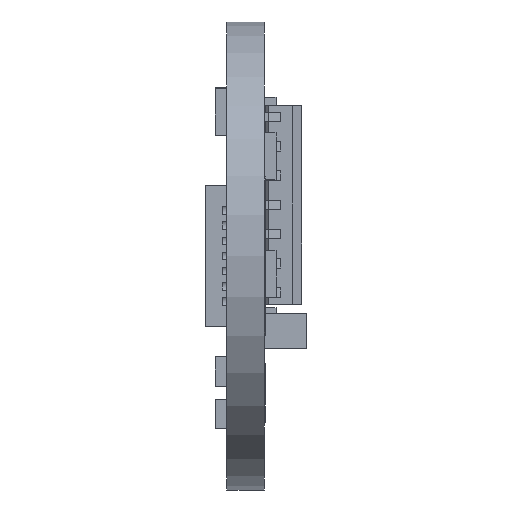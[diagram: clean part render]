
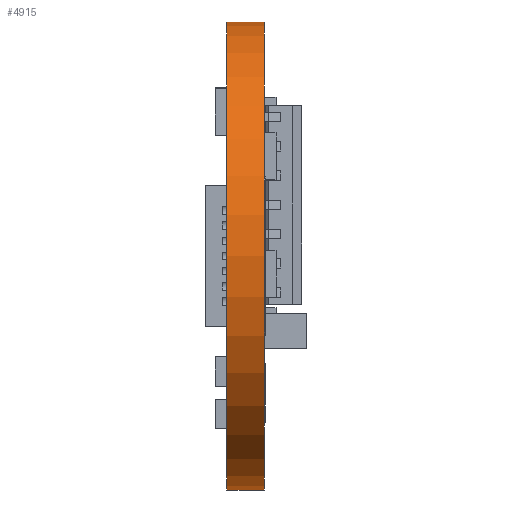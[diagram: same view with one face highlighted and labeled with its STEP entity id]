
A CAD part, left-side view. The second image highlights one B-rep face of the part: STEP entity #4915.
In plain terms, the highlighted cylindrical face has radius 10 mm (diameter 20 mm), a partial arc.
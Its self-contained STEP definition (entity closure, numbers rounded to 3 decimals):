
#1019 = LINE ( 'NONE', #22651, #23025 ) ;
#1981 = EDGE_LOOP ( 'NONE', ( #26203, #20230, #24140, #7617 ) ) ;
#2289 = DIRECTION ( 'NONE',  ( 0., -1., 0. ) ) ;
#3313 = EDGE_CURVE ( 'NONE', #21162, #9797, #17551, .T. ) ;
#4915 = ADVANCED_FACE ( 'NONE', ( #24686 ), #17175, .T. ) ;
#5557 = EDGE_CURVE ( 'NONE', #21162, #19925, #1019, .T. ) ;
#6615 = CARTESIAN_POINT ( 'NONE',  ( 3.001, -1.61, 7. ) ) ;
#7014 = DIRECTION ( 'NONE',  ( 0., 0., 1. ) ) ;
#7617 = ORIENTED_EDGE ( 'NONE', *, *, #12858, .T. ) ;
#8827 = DIRECTION ( 'NONE',  ( 0., -1., 0. ) ) ;
#9258 = AXIS2_PLACEMENT_3D ( 'NONE', #21215, #8827, #23332 ) ;
#9797 = VERTEX_POINT ( 'NONE', #16917 ) ;
#10244 = DIRECTION ( 'NONE',  ( 0., 1., 0. ) ) ;
#10336 = VECTOR ( 'NONE', #11946, 1000. ) ;
#11606 = LINE ( 'NONE', #12033, #10336 ) ;
#11826 = CARTESIAN_POINT ( 'NONE',  ( 3.001, -0.01, -13. ) ) ;
#11946 = DIRECTION ( 'NONE',  ( 0., 1., 0. ) ) ;
#12033 = CARTESIAN_POINT ( 'NONE',  ( 3.001, -1.61, -13. ) ) ;
#12174 = EDGE_CURVE ( 'NONE', #9797, #18113, #11606, .T. ) ;
#12858 = EDGE_CURVE ( 'NONE', #19925, #18113, #20305, .T. ) ;
#13068 = AXIS2_PLACEMENT_3D ( 'NONE', #17191, #23501, #7014 ) ;
#14617 = CARTESIAN_POINT ( 'NONE',  ( 3.001, -0.01, -3. ) ) ;
#16689 = DIRECTION ( 'NONE',  ( 0., 0., -1. ) ) ;
#16917 = CARTESIAN_POINT ( 'NONE',  ( 3.001, -1.61, -13. ) ) ;
#17175 = CYLINDRICAL_SURFACE ( 'NONE', #13068, 10. ) ;
#17191 = CARTESIAN_POINT ( 'NONE',  ( 3.001, -1.61, -3. ) ) ;
#17551 = CIRCLE ( 'NONE', #9258, 10. ) ;
#18113 = VERTEX_POINT ( 'NONE', #11826 ) ;
#18776 = CARTESIAN_POINT ( 'NONE',  ( 3.001, -0.01, 7. ) ) ;
#19925 = VERTEX_POINT ( 'NONE', #18776 ) ;
#20230 = ORIENTED_EDGE ( 'NONE', *, *, #3313, .F. ) ;
#20305 = CIRCLE ( 'NONE', #26278, 10. ) ;
#21162 = VERTEX_POINT ( 'NONE', #6615 ) ;
#21215 = CARTESIAN_POINT ( 'NONE',  ( 3.001, -1.61, -3. ) ) ;
#22651 = CARTESIAN_POINT ( 'NONE',  ( 3.001, -1.61, 7. ) ) ;
#23025 = VECTOR ( 'NONE', #10244, 1000. ) ;
#23332 = DIRECTION ( 'NONE',  ( 0., 0., -1. ) ) ;
#23501 = DIRECTION ( 'NONE',  ( 0., 1., 0. ) ) ;
#24140 = ORIENTED_EDGE ( 'NONE', *, *, #5557, .T. ) ;
#24686 = FACE_OUTER_BOUND ( 'NONE', #1981, .T. ) ;
#26203 = ORIENTED_EDGE ( 'NONE', *, *, #12174, .F. ) ;
#26278 = AXIS2_PLACEMENT_3D ( 'NONE', #14617, #2289, #16689 ) ;
